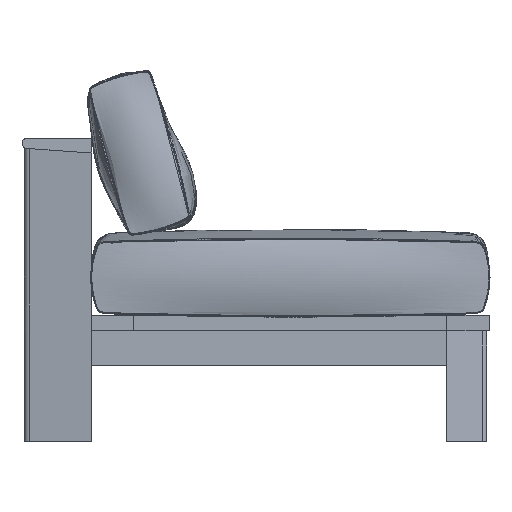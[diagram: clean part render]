
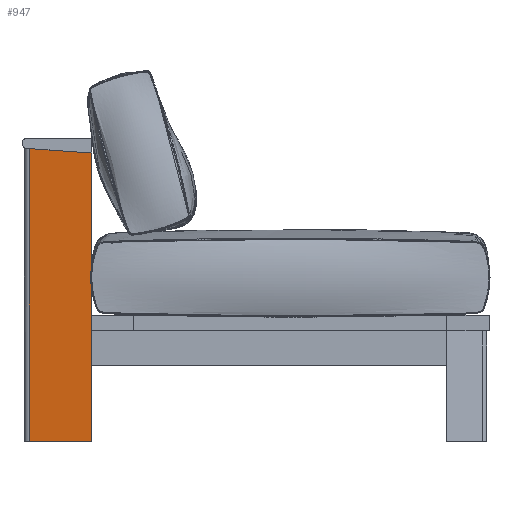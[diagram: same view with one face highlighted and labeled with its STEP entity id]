
A CAD part, left-side view. The second image highlights one B-rep face of the part: STEP entity #947.
In plain terms, the highlighted planar face has unit normal (-0.991, 0.133, 0).
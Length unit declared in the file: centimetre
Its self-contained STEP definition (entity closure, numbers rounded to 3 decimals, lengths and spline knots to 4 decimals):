
#947=ADVANCED_FACE('',(#1206),#4097,.T.);
#1206=FACE_OUTER_BOUND('',#1465,.T.);
#1465=EDGE_LOOP('',(#2464,#2465,#2466,#2467));
#2464=ORIENTED_EDGE('',*,*,#3026,.T.);
#2465=ORIENTED_EDGE('',*,*,#3007,.T.);
#2466=ORIENTED_EDGE('',*,*,#3027,.F.);
#2467=ORIENTED_EDGE('',*,*,#3012,.F.);
#3007=EDGE_CURVE('',#3852,#3860,#3489,.T.);
#3012=EDGE_CURVE('',#3854,#3861,#3494,.T.);
#3026=EDGE_CURVE('',#3854,#3852,#3505,.T.);
#3027=EDGE_CURVE('',#3861,#3860,#3506,.T.);
#3489=B_SPLINE_CURVE_WITH_KNOTS('',1,(#58599,#58600),.UNSPECIFIED.,.F.,
 .F.,(2,2),(0.,542.5208),.UNSPECIFIED.);
#3494=B_SPLINE_CURVE_WITH_KNOTS('',1,(#58609,#58610),.UNSPECIFIED.,.F.,
 .F.,(2,2),(0.,589.2556),.UNSPECIFIED.);
#3505=B_SPLINE_CURVE_WITH_KNOTS('',1,(#58703,#58704),.UNSPECIFIED.,.F.,
 .F.,(2,2),(-106.6267,-20.301),.UNSPECIFIED.);
#3506=B_SPLINE_CURVE_WITH_KNOTS('',3,(#58705,#58706,#58707,#58708),
 .UNSPECIFIED.,.F.,.F.,(4,4),(6.0938,133.3406),
 .UNSPECIFIED.);
#3852=VERTEX_POINT('',#58585);
#3854=VERTEX_POINT('',#58587);
#3860=VERTEX_POINT('',#58593);
#3861=VERTEX_POINT('',#58594);
#4097=PLANE('',#4379);
#4379=AXIS2_PLACEMENT_3D('',#58584,#4629,$);
#4629=DIRECTION('',(-0.991,0.132,0.));
#58584=CARTESIAN_POINT('',(-4.1955,68.5414,-3.5199));
#58585=CARTESIAN_POINT('',(-3.8,71.5,0.));
#58587=CARTESIAN_POINT('',(-2.1182,84.0809,0.));
#58593=CARTESIAN_POINT('',(-3.8,71.5,58.025));
#58594=CARTESIAN_POINT('',(-2.1182,84.0809,58.9256));
#58599=CARTESIAN_POINT('',(-3.8,71.5,0.));
#58600=CARTESIAN_POINT('',(-3.8,71.5,58.025));
#58609=CARTESIAN_POINT('',(-2.1182,84.0809,0.));
#58610=CARTESIAN_POINT('',(-2.1182,84.0809,58.9256));
#58703=CARTESIAN_POINT('',(-2.1182,84.0809,0.));
#58704=CARTESIAN_POINT('',(-3.8,71.5,0.));
#58705=CARTESIAN_POINT('',(-2.1182,84.0809,58.9256));
#58706=CARTESIAN_POINT('',(-2.6788,79.8872,58.6254));
#58707=CARTESIAN_POINT('',(-3.2394,75.6936,58.3252));
#58708=CARTESIAN_POINT('',(-3.8,71.5,58.025));
